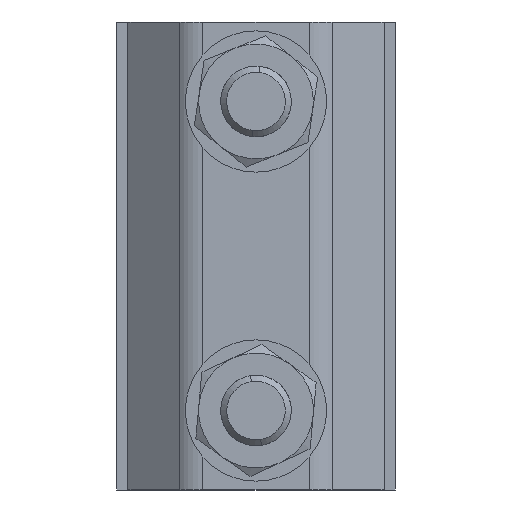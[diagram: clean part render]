
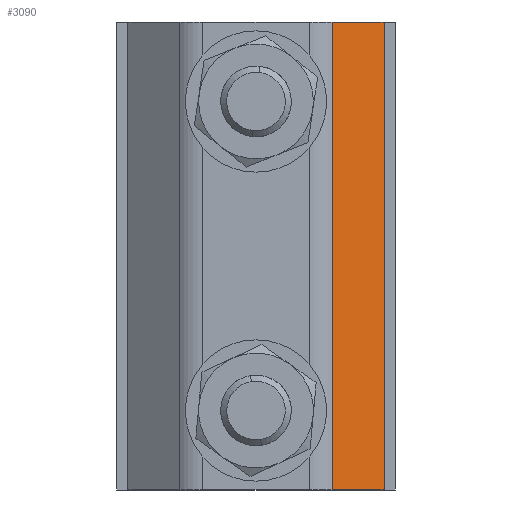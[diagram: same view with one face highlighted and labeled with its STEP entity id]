
A CAD part, front view. The second image highlights one B-rep face of the part: STEP entity #3090.
In plain terms, the highlighted face is planar.
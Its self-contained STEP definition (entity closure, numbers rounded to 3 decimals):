
#26 = LINE ( 'NONE', #2303, #2119 ) ;
#275 = VECTOR ( 'NONE', #695, 1000. ) ;
#382 = VECTOR ( 'NONE', #3025, 1000. ) ;
#492 = CARTESIAN_POINT ( 'NONE',  ( 8.617, 4.959, 0. ) ) ;
#695 = DIRECTION ( 'NONE',  ( 0., 0., -1. ) ) ;
#818 = VERTEX_POINT ( 'NONE', #2432 ) ;
#858 = CARTESIAN_POINT ( 'NONE',  ( 8.617, 4.959, 53. ) ) ;
#935 = LINE ( 'NONE', #2956, #275 ) ;
#965 = DIRECTION ( 'NONE',  ( 0.765, -0.644, 0. ) ) ;
#1038 = EDGE_LOOP ( 'NONE', ( #2691, #1316, #1278, #1711 ) ) ;
#1097 = EDGE_CURVE ( 'NONE', #1819, #2650, #3084, .T. ) ;
#1225 = AXIS2_PLACEMENT_3D ( 'NONE', #2123, #1264, #2409 ) ;
#1264 = DIRECTION ( 'NONE',  ( 0.644, 0.765, 0. ) ) ;
#1278 = ORIENTED_EDGE ( 'NONE', *, *, #1097, .T. ) ;
#1316 = ORIENTED_EDGE ( 'NONE', *, *, #1959, .F. ) ;
#1442 = VECTOR ( 'NONE', #965, 1000. ) ;
#1643 = EDGE_CURVE ( 'NONE', #2650, #818, #26, .T. ) ;
#1711 = ORIENTED_EDGE ( 'NONE', *, *, #1643, .T. ) ;
#1819 = VERTEX_POINT ( 'NONE', #858 ) ;
#1959 = EDGE_CURVE ( 'NONE', #1819, #3233, #935, .T. ) ;
#1991 = DIRECTION ( 'NONE',  ( 0., 0., -1. ) ) ;
#2119 = VECTOR ( 'NONE', #1991, 1000. ) ;
#2123 = CARTESIAN_POINT ( 'NONE',  ( 7.5, 5.9, 53. ) ) ;
#2303 = CARTESIAN_POINT ( 'NONE',  ( 14.5, 0., 53. ) ) ;
#2389 = LINE ( 'NONE', #3523, #1442 ) ;
#2409 = DIRECTION ( 'NONE',  ( -0.765, 0.644, 0. ) ) ;
#2432 = CARTESIAN_POINT ( 'NONE',  ( 14.5, 0., 0. ) ) ;
#2650 = VERTEX_POINT ( 'NONE', #3611 ) ;
#2691 = ORIENTED_EDGE ( 'NONE', *, *, #3024, .F. ) ;
#2780 = CARTESIAN_POINT ( 'NONE',  ( 7.5, 5.9, 53. ) ) ;
#2956 = CARTESIAN_POINT ( 'NONE',  ( 8.617, 4.959, 53. ) ) ;
#2985 = FACE_OUTER_BOUND ( 'NONE', #1038, .T. ) ;
#3024 = EDGE_CURVE ( 'NONE', #3233, #818, #2389, .T. ) ;
#3025 = DIRECTION ( 'NONE',  ( 0.765, -0.644, 0. ) ) ;
#3084 = LINE ( 'NONE', #2780, #382 ) ;
#3090 = ADVANCED_FACE ( 'NONE', ( #2985 ), #3304, .T. ) ;
#3233 = VERTEX_POINT ( 'NONE', #492 ) ;
#3304 = PLANE ( 'NONE',  #1225 ) ;
#3523 = CARTESIAN_POINT ( 'NONE',  ( 7.5, 5.9, 0. ) ) ;
#3611 = CARTESIAN_POINT ( 'NONE',  ( 14.5, 0., 53. ) ) ;
